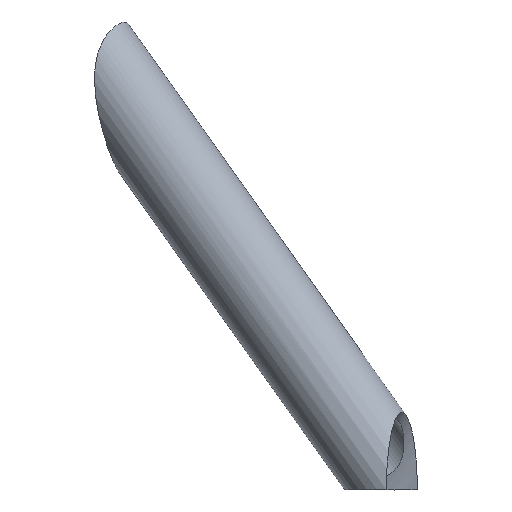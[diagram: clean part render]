
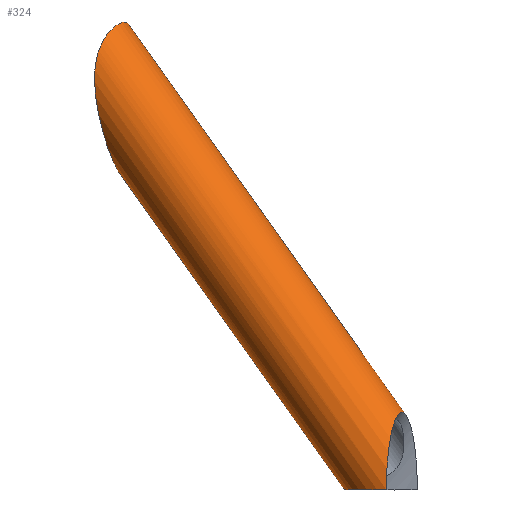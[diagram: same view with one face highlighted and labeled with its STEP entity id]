
A CAD part, top view. The second image highlights one B-rep face of the part: STEP entity #324.
In plain terms, the highlighted cylindrical face has radius 7.5 mm (diameter 15 mm), a partial arc.
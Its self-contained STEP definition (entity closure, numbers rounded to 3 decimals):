
#63=CARTESIAN_POINT('Vertex',(-2024.201,1.5,322.583)) ;
#107=CARTESIAN_POINT('Vertex',(-2014.329,13.506,321.753)) ;
#111=CARTESIAN_POINT('Control Point',(-2014.329,13.506,321.753)) ;
#112=CARTESIAN_POINT('Control Point',(-2014.581,13.862,322.471)) ;
#113=CARTESIAN_POINT('Control Point',(-2014.856,14.073,323.252)) ;
#114=CARTESIAN_POINT('Control Point',(-2015.149,14.073,324.083)) ;
#115=CARTESIAN_POINT('Control Point',(-2015.424,13.862,324.865)) ;
#116=CARTESIAN_POINT('Control Point',(-2015.676,13.506,325.582)) ;
#117=CARTESIAN_POINT('Vertex',(-2015.676,13.506,325.582)) ;
#191=CARTESIAN_POINT('Control Point',(-2017.492,1.5,330.742)) ;
#192=CARTESIAN_POINT('Control Point',(-2017.492,1.732,330.742)) ;
#193=CARTESIAN_POINT('Control Point',(-2017.491,1.965,330.739)) ;
#194=CARTESIAN_POINT('Control Point',(-2017.489,2.151,330.733)) ;
#195=CARTESIAN_POINT('Control Point',(-2017.485,2.479,330.722)) ;
#196=CARTESIAN_POINT('Control Point',(-2017.479,2.807,330.704)) ;
#197=CARTESIAN_POINT('Control Point',(-2017.475,2.993,330.693)) ;
#198=CARTESIAN_POINT('Control Point',(-2017.458,3.616,330.646)) ;
#199=CARTESIAN_POINT('Control Point',(-2017.433,4.235,330.576)) ;
#200=CARTESIAN_POINT('Control Point',(-2017.415,4.623,330.523)) ;
#201=CARTESIAN_POINT('Control Point',(-2017.325,6.204,330.268)) ;
#202=CARTESIAN_POINT('Control Point',(-2017.18,7.751,329.856)) ;
#203=CARTESIAN_POINT('Control Point',(-2017.037,8.882,329.45)) ;
#204=CARTESIAN_POINT('Control Point',(-2016.738,10.671,328.598)) ;
#205=CARTESIAN_POINT('Control Point',(-2016.31,12.188,327.383)) ;
#206=CARTESIAN_POINT('Control Point',(-2016.121,12.729,326.846)) ;
#207=CARTESIAN_POINT('Control Point',(-2015.908,13.18,326.241)) ;
#208=CARTESIAN_POINT('Control Point',(-2015.676,13.506,325.582)) ;
#209=CARTESIAN_POINT('Vertex',(-2017.492,1.5,330.742)) ;
#213=CARTESIAN_POINT('Control Point',(-2017.492,1.5,330.742)) ;
#214=CARTESIAN_POINT('Control Point',(-2017.658,1.5,330.684)) ;
#215=CARTESIAN_POINT('Control Point',(-2017.823,1.5,330.622)) ;
#216=CARTESIAN_POINT('Control Point',(-2017.953,1.5,330.57)) ;
#217=CARTESIAN_POINT('Control Point',(-2018.18,1.5,330.477)) ;
#218=CARTESIAN_POINT('Control Point',(-2018.404,1.5,330.379)) ;
#219=CARTESIAN_POINT('Control Point',(-2018.532,1.5,330.322)) ;
#220=CARTESIAN_POINT('Control Point',(-2019.889,1.5,329.674)) ;
#221=CARTESIAN_POINT('Control Point',(-2021.137,1.5,328.808)) ;
#222=CARTESIAN_POINT('Control Point',(-2022.125,1.5,327.879)) ;
#223=CARTESIAN_POINT('Control Point',(-2023.318,1.5,326.285)) ;
#224=CARTESIAN_POINT('Control Point',(-2023.977,1.5,324.439)) ;
#225=CARTESIAN_POINT('Control Point',(-2024.124,1.5,323.828)) ;
#226=CARTESIAN_POINT('Control Point',(-2024.201,1.5,323.206)) ;
#227=CARTESIAN_POINT('Control Point',(-2024.201,1.5,322.583)) ;
#260=CARTESIAN_POINT('Axis2P3D Location',(-2043.126,41.112,313.771)) ;
#265=CARTESIAN_POINT('Line Origine',(-2049.242,36.77,313.771)) ;
#269=CARTESIAN_POINT('Vertex',(-2060.289,52.33,309.884)) ;
#272=CARTESIAN_POINT('Line Origine',(-2037.011,45.454,313.771)) ;
#276=CARTESIAN_POINT('Vertex',(-2058.941,76.343,306.055)) ;
#280=CARTESIAN_POINT('Control Point',(-2058.941,76.343,306.055)) ;
#281=CARTESIAN_POINT('Control Point',(-2059.141,76.624,307.183)) ;
#282=CARTESIAN_POINT('Control Point',(-2059.479,76.703,308.338)) ;
#283=CARTESIAN_POINT('Control Point',(-2059.965,76.584,309.445)) ;
#284=CARTESIAN_POINT('Control Point',(-2060.889,76.08,310.99)) ;
#285=CARTESIAN_POINT('Control Point',(-2061.885,75.092,312.181)) ;
#286=CARTESIAN_POINT('Control Point',(-2062.233,74.682,312.552)) ;
#287=CARTESIAN_POINT('Control Point',(-2062.899,73.738,313.198)) ;
#288=CARTESIAN_POINT('Control Point',(-2063.435,72.609,313.639)) ;
#289=CARTESIAN_POINT('Control Point',(-2063.662,72.,313.813)) ;
#290=CARTESIAN_POINT('Control Point',(-2063.844,71.369,313.946)) ;
#291=CARTESIAN_POINT('Control Point',(-2063.983,70.724,314.046)) ;
#292=CARTESIAN_POINT('Vertex',(-2063.983,70.724,314.046)) ;
#296=CARTESIAN_POINT('Control Point',(-2063.983,70.724,314.046)) ;
#297=CARTESIAN_POINT('Control Point',(-2064.255,69.47,314.24)) ;
#298=CARTESIAN_POINT('Control Point',(-2064.368,68.161,314.307)) ;
#299=CARTESIAN_POINT('Control Point',(-2064.353,66.858,314.3)) ;
#300=CARTESIAN_POINT('Control Point',(-2064.184,64.63,314.191)) ;
#301=CARTESIAN_POINT('Control Point',(-2063.814,62.442,313.926)) ;
#302=CARTESIAN_POINT('Control Point',(-2063.631,61.537,313.79)) ;
#303=CARTESIAN_POINT('Control Point',(-2063.273,59.985,313.508)) ;
#304=CARTESIAN_POINT('Control Point',(-2062.847,58.471,313.134)) ;
#305=CARTESIAN_POINT('Control Point',(-2062.657,57.84,312.959)) ;
#306=CARTESIAN_POINT('Control Point',(-2062.291,56.707,312.603)) ;
#307=CARTESIAN_POINT('Control Point',(-2061.89,55.614,312.167)) ;
#308=CARTESIAN_POINT('Control Point',(-2061.703,55.133,311.952)) ;
#309=CARTESIAN_POINT('Control Point',(-2061.323,54.217,311.489)) ;
#310=CARTESIAN_POINT('Control Point',(-2060.917,53.374,310.922)) ;
#311=CARTESIAN_POINT('Control Point',(-2060.712,52.985,310.615)) ;
#312=CARTESIAN_POINT('Control Point',(-2060.501,52.629,310.271)) ;
#313=CARTESIAN_POINT('Control Point',(-2060.289,52.33,309.884)) ;
#261=DIRECTION('Axis2P3D Direction',(0.567,-0.799,0.2)) ;
#262=DIRECTION('Axis2P3D XDirection',(0.815,0.579,0.)) ;
#266=DIRECTION('Vector Direction',(0.567,-0.799,0.2)) ;
#273=DIRECTION('Vector Direction',(0.567,-0.799,0.2)) ;
#263=AXIS2_PLACEMENT_3D('Cylinder Axis2P3D',#260,#261,#262) ;
#316=ORIENTED_EDGE('',*,*,#271,.T.) ;
#317=ORIENTED_EDGE('',*,*,#228,.F.) ;
#318=ORIENTED_EDGE('',*,*,#211,.T.) ;
#319=ORIENTED_EDGE('',*,*,#119,.F.) ;
#320=ORIENTED_EDGE('',*,*,#278,.F.) ;
#321=ORIENTED_EDGE('',*,*,#294,.T.) ;
#322=ORIENTED_EDGE('',*,*,#314,.T.) ;
#267=VECTOR('Line Direction',#266,1.) ;
#274=VECTOR('Line Direction',#273,1.) ;
#324=ADVANCED_FACE('Corps principal',(#323),#264,.T.) ;
#110=B_SPLINE_CURVE_WITH_KNOTS('',5,(#111,#112,#113,#114,#115,#116),.UNSPECIFIED.,.F.,.U.,(6,6),(0.,5.939),.UNSPECIFIED.) ;
#190=B_SPLINE_CURVE_WITH_KNOTS('',5,(#191,#192,#193,#194,#195,#196,#197,#198,#199,#200,#201,#202,#203,#204,#205,#206,#207,#208),.UNSPECIFIED.,.F.,.U.,(6,3,3,3,3,6),(0.,1.642,3.285,6.056,14.619,20.072),.UNSPECIFIED.) ;
#212=B_SPLINE_CURVE_WITH_KNOTS('',5,(#213,#214,#215,#216,#217,#218,#219,#220,#221,#222,#223,#224,#225,#226,#227),.UNSPECIFIED.,.F.,.U.,(6,3,3,3,6),(0.,1.245,2.489,11.875,16.279),.UNSPECIFIED.) ;
#279=B_SPLINE_CURVE_WITH_KNOTS('',5,(#280,#281,#282,#283,#284,#285,#286,#287,#288,#289,#290,#291),.UNSPECIFIED.,.F.,.U.,(6,3,3,6),(0.,8.344,12.924,17.646),.UNSPECIFIED.) ;
#295=B_SPLINE_CURVE_WITH_KNOTS('',5,(#296,#297,#298,#299,#300,#301,#302,#303,#304,#305,#306,#307,#308,#309,#310,#311,#312,#313),.UNSPECIFIED.,.F.,.U.,(6,3,3,3,3,6),(0.,9.179,15.781,20.605,24.561,28.33),.UNSPECIFIED.) ;
#264=CYLINDRICAL_SURFACE('generated cylinder',#263,7.5) ;
#119=EDGE_CURVE('',#108,#118,#110,.T.) ;
#211=EDGE_CURVE('',#210,#118,#190,.T.) ;
#228=EDGE_CURVE('',#210,#64,#212,.T.) ;
#271=EDGE_CURVE('',#270,#64,#268,.T.) ;
#278=EDGE_CURVE('',#277,#108,#275,.T.) ;
#294=EDGE_CURVE('',#277,#293,#279,.T.) ;
#314=EDGE_CURVE('',#293,#270,#295,.T.) ;
#315=EDGE_LOOP('',(#316,#317,#318,#319,#320,#321,#322)) ;
#323=FACE_OUTER_BOUND('',#315,.T.) ;
#268=LINE('Line',#265,#267) ;
#275=LINE('Line',#272,#274) ;
#64=VERTEX_POINT('',#63) ;
#108=VERTEX_POINT('',#107) ;
#118=VERTEX_POINT('',#117) ;
#210=VERTEX_POINT('',#209) ;
#270=VERTEX_POINT('',#269) ;
#277=VERTEX_POINT('',#276) ;
#293=VERTEX_POINT('',#292) ;
